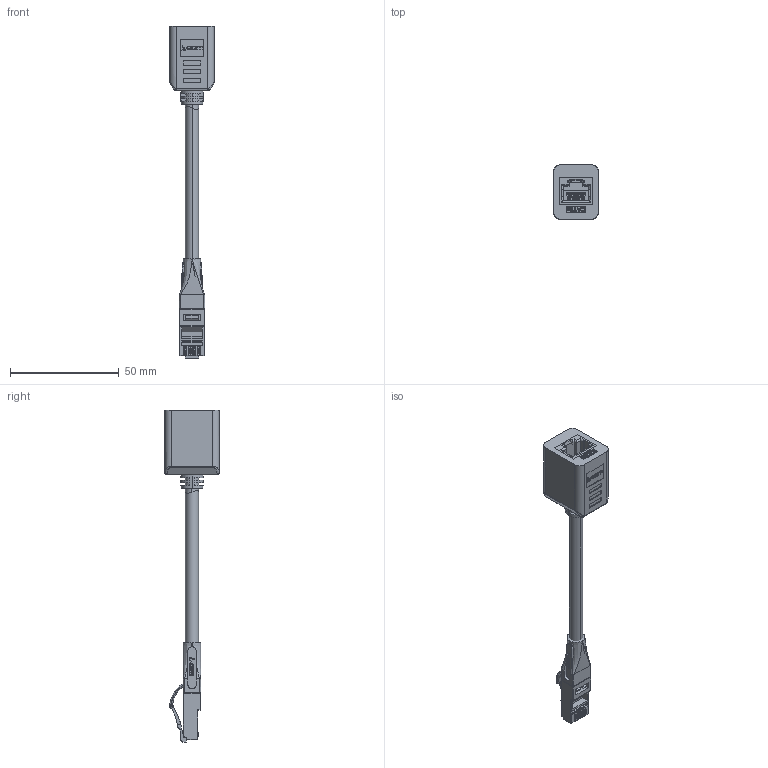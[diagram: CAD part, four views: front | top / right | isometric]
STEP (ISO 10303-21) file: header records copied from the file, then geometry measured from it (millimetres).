
FILE_DESCRIPTION (( 'STEP AP203' ), '1' );
FILE_NAME ('TRDC5EXT.STEP', '2011-02-01T14:29:28', ( 'x' ), ( 'Microsoft' ), 'SwSTEP 2.0', 'SolidWorks 2010', '' );
FILE_SCHEMA (( 'CONFIG_CONTROL_DESIGN' ));
Products named in the file (17): MODULAR JACK PIN LOADING_??; RJ45 jack housing_??; OVERMOLD NO FLANGE_CAT5e; COVER_??; PREMOLDING_??; MTN-143; TRDC5EXT; 1AD04-(RJ45 jack) END_NO FLANGE CAT5e; 1AD04-(RJ45 jack)_??; modular jack pin  body_??; PIN1_??; PIN2_??; PCB LAYOUT_??; CAT6 CABLE_NO LABEL; 1AD02-(8Px8C UNSHIELD  PLUG)_??; RJ45 HOUSING_ UNSHIELD FLAT_??; MODULAR CONTACT 3POINT_??
Assembly tree (30 placements, depth 5):
  TRDC5EXT
    1AD02-(8Px8C UNSHIELD  PLUG)_??
      MODULAR CONTACT 3POINT_??  x8
      RJ45 HOUSING_ UNSHIELD FLAT_??
    MTN-143
    1AD04-(RJ45 jack) END_NO FLANGE CAT5e
      1AD04-(RJ45 jack)_??
        RJ45 jack housing_??
        MODULAR JACK PIN LOADING_??
          PIN1_??  x4
          PIN2_??  x4
          modular jack pin  body_??
      PCB LAYOUT_??
      COVER_??
      OVERMOLD NO FLANGE_CAT5e
      RJ45 jack housing_??
      PREMOLDING_??
    CAT6 CABLE_NO LABEL
Bounding box: 20.4 x 25 x 152.31 mm (x, y, z)
Volume: 26110.5 mm3; surface area: 23396.1 mm2
Topology: 34 solids, 34 shells, 2893 faces, 7931 edges, 5162 vertices
Faces by surface type: plane 2173, cylinder 439, bspline 195, torus 54, sphere 22, cone 10
Entity records: 87736 total; most frequent: CARTESIAN_POINT 29358, ORIENTED_EDGE 12320, DIRECTION 10457, EDGE_CURVE 6160, VECTOR 5107, LINE 5107, VERTEX_POINT 4046, AXIS2_PLACEMENT_3D 2675
